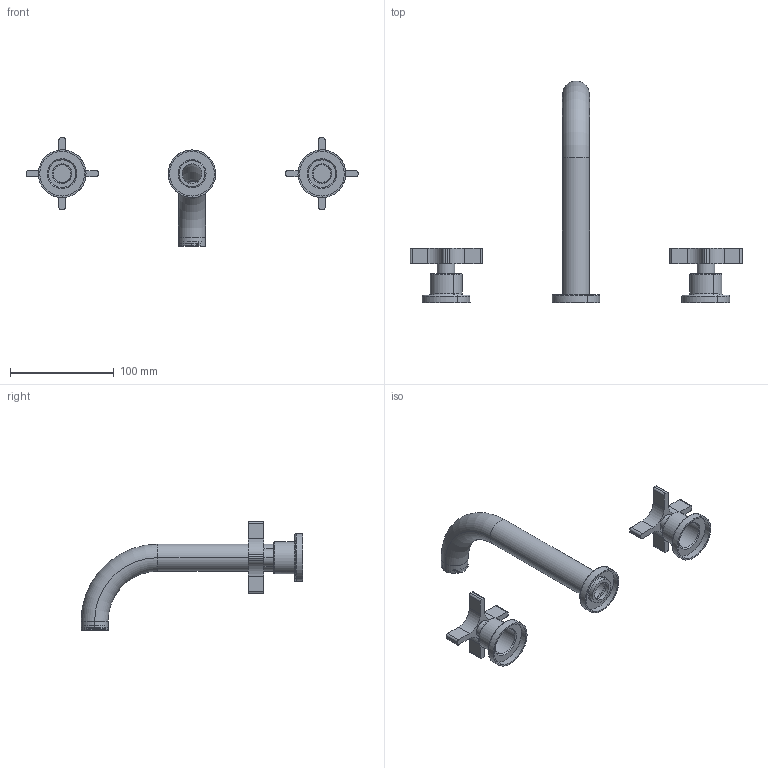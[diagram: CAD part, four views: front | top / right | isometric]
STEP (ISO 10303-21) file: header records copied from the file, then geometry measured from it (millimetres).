
FILE_DESCRIPTION(('CATIA V5 STEP Exchange','CAx-IF Rec.Pracs.--- Model Styling and Organization---1.5--- 2016-08-15','CAx-IF Rec.Pracs.---Supplemental Geometry---1.0---2011-11-01','CAx-IF Rec.Pracs.--- Composite Materials ---3.4---2017-06-13','CAx-IF Rec.Pracs.---Tessellated 3D Geometry---1.0---2015-12-17'),'2;1');
FILE_NAME('GS013510.stp','2023-02-03T13:20:19+00:00',('none'),('none'),'CATIA Version 5-6 Release 2020 SP2','CATIA V5 STEP AP242 v2','none');
FILE_SCHEMA(('AP242_MANAGED_MODEL_BASED_3D_ENGINEERING_MIM_LF {1 0 10303 442 1 1 4}'));
Length unit declared in the file: millimetre
Products named in the file (1): GS351
Bounding box: 319.5 x 213.5 x 104.75 mm (x, y, z)
Volume: 84867.2 mm3; surface area: 76019 mm2
Topology: 9 solids, 11 shells, 298 faces, 720 edges, 466 vertices
Faces by surface type: cylinder 138, plane 100, cone 32, torus 26, bspline 2
Entity records: 8578 total; most frequent: CARTESIAN_POINT 1727, ORIENTED_EDGE 1432, DIRECTION 1080, EDGE_CURVE 716, AXIS2_PLACEMENT_3D 581, VERTEX_POINT 466, CIRCLE 388, EDGE_LOOP 336
